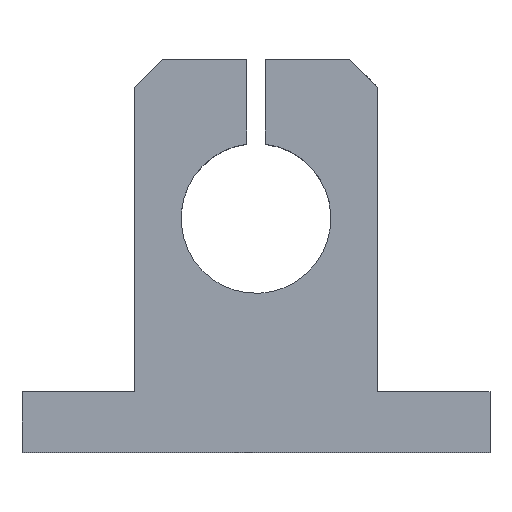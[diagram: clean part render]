
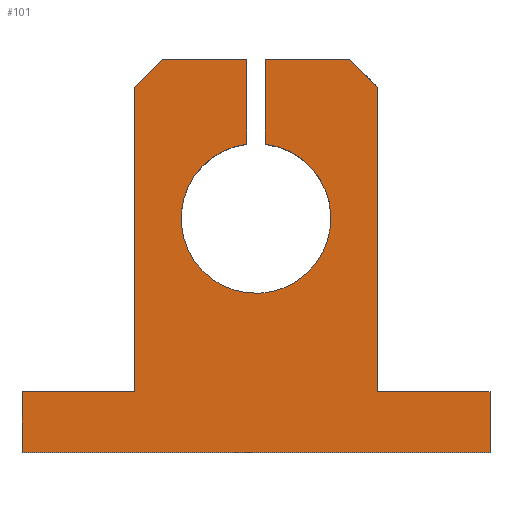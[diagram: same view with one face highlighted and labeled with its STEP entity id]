
A CAD part, top view. The second image highlights one B-rep face of the part: STEP entity #101.
In plain terms, the highlighted planar face has unit normal (0, 0, 1).
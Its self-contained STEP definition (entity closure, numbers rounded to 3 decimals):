
#101 = ADVANCED_FACE( '', ( #164 ), #165, .T. );
#164 = FACE_OUTER_BOUND( '', #228, .T. );
#165 = PLANE( '', #229 );
#228 = EDGE_LOOP( '', ( #436, #437, #438, #439, #440, #441, #442, #443, #444, #445, #446, #447, #448, #449, #450 ) );
#229 = AXIS2_PLACEMENT_3D( '', #451, #452, #453 );
#436 = ORIENTED_EDGE( '', *, *, #513, .F. );
#437 = ORIENTED_EDGE( '', *, *, #548, .F. );
#438 = ORIENTED_EDGE( '', *, *, #545, .F. );
#439 = ORIENTED_EDGE( '', *, *, #542, .F. );
#440 = ORIENTED_EDGE( '', *, *, #539, .F. );
#441 = ORIENTED_EDGE( '', *, *, #507, .F. );
#442 = ORIENTED_EDGE( '', *, *, #537, .F. );
#443 = ORIENTED_EDGE( '', *, *, #534, .F. );
#444 = ORIENTED_EDGE( '', *, *, #473, .F. );
#445 = ORIENTED_EDGE( '', *, *, #533, .F. );
#446 = ORIENTED_EDGE( '', *, *, #529, .F. );
#447 = ORIENTED_EDGE( '', *, *, #526, .F. );
#448 = ORIENTED_EDGE( '', *, *, #523, .F. );
#449 = ORIENTED_EDGE( '', *, *, #520, .F. );
#450 = ORIENTED_EDGE( '', *, *, #517, .F. );
#451 = CARTESIAN_POINT( '', ( 0., 0., 16. ) );
#452 = DIRECTION( '', ( 0., 0., 1. ) );
#453 = DIRECTION( '', ( 1., 0., 0. ) );
#473 = EDGE_CURVE( '', #550, #553, #554, .T. );
#507 = EDGE_CURVE( '', #612, #614, #615, .T. );
#513 = EDGE_CURVE( '', #621, #622, #623, .T. );
#517 = EDGE_CURVE( '', #622, #629, #630, .T. );
#520 = EDGE_CURVE( '', #629, #634, #635, .T. );
#523 = EDGE_CURVE( '', #634, #639, #640, .T. );
#526 = EDGE_CURVE( '', #639, #644, #645, .T. );
#529 = EDGE_CURVE( '', #644, #649, #650, .T. );
#533 = EDGE_CURVE( '', #649, #550, #655, .T. );
#534 = EDGE_CURVE( '', #553, #656, #657, .T. );
#537 = EDGE_CURVE( '', #656, #612, #661, .T. );
#539 = EDGE_CURVE( '', #614, #663, #664, .T. );
#542 = EDGE_CURVE( '', #663, #668, #669, .T. );
#545 = EDGE_CURVE( '', #668, #673, #674, .T. );
#548 = EDGE_CURVE( '', #673, #621, #678, .T. );
#550 = VERTEX_POINT( '', #680 );
#553 = VERTEX_POINT( '', #684 );
#554 = CIRCLE( '', #685, 8. );
#612 = VERTEX_POINT( '', #756 );
#614 = VERTEX_POINT( '', #759 );
#615 = LINE( '', #760, #761 );
#621 = VERTEX_POINT( '', #768 );
#622 = VERTEX_POINT( '', #769 );
#623 = LINE( '', #770, #771 );
#629 = VERTEX_POINT( '', #780 );
#630 = LINE( '', #781, #782 );
#634 = VERTEX_POINT( '', #788 );
#635 = LINE( '', #789, #790 );
#639 = VERTEX_POINT( '', #796 );
#640 = LINE( '', #797, #798 );
#644 = VERTEX_POINT( '', #804 );
#645 = LINE( '', #805, #806 );
#649 = VERTEX_POINT( '', #812 );
#650 = LINE( '', #813, #814 );
#655 = CIRCLE( '', #821, 8. );
#656 = VERTEX_POINT( '', #822 );
#657 = LINE( '', #823, #824 );
#661 = LINE( '', #830, #831 );
#663 = VERTEX_POINT( '', #834 );
#664 = LINE( '', #835, #836 );
#668 = VERTEX_POINT( '', #842 );
#669 = LINE( '', #843, #844 );
#673 = VERTEX_POINT( '', #850 );
#674 = LINE( '', #851, #852 );
#678 = LINE( '', #858, #859 );
#680 = CARTESIAN_POINT( '', ( -1., 17.063, 16. ) );
#684 = CARTESIAN_POINT( '', ( 1., 32.937, 16. ) );
#685 = AXIS2_PLACEMENT_3D( '', #863, #864, #865 );
#756 = CARTESIAN_POINT( '', ( 10., 42., 16. ) );
#759 = CARTESIAN_POINT( '', ( 13., 39., 16. ) );
#760 = CARTESIAN_POINT( '', ( 13., 39., 16. ) );
#761 = VECTOR( '', #937, 1. );
#768 = CARTESIAN_POINT( '', ( -25., 0., 16. ) );
#769 = CARTESIAN_POINT( '', ( -25., 6.5, 16. ) );
#770 = CARTESIAN_POINT( '', ( -25., 6.5, 16. ) );
#771 = VECTOR( '', #951, 1. );
#780 = CARTESIAN_POINT( '', ( -13., 6.5, 16. ) );
#781 = CARTESIAN_POINT( '', ( -13., 6.5, 16. ) );
#782 = VECTOR( '', #955, 1. );
#788 = CARTESIAN_POINT( '', ( -13., 39., 16. ) );
#789 = CARTESIAN_POINT( '', ( -13., 39., 16. ) );
#790 = VECTOR( '', #958, 1. );
#796 = CARTESIAN_POINT( '', ( -10., 42., 16. ) );
#797 = CARTESIAN_POINT( '', ( -10., 42., 16. ) );
#798 = VECTOR( '', #961, 1. );
#804 = CARTESIAN_POINT( '', ( -1., 42., 16. ) );
#805 = CARTESIAN_POINT( '', ( -1., 42., 16. ) );
#806 = VECTOR( '', #964, 1. );
#812 = CARTESIAN_POINT( '', ( -1., 32.937, 16. ) );
#813 = CARTESIAN_POINT( '', ( -1., 32.937, 16. ) );
#814 = VECTOR( '', #967, 1. );
#821 = AXIS2_PLACEMENT_3D( '', #973, #974, #975 );
#822 = CARTESIAN_POINT( '', ( 1., 42., 16. ) );
#823 = CARTESIAN_POINT( '', ( 1., 42., 16. ) );
#824 = VECTOR( '', #976, 1. );
#830 = CARTESIAN_POINT( '', ( 10., 42., 16. ) );
#831 = VECTOR( '', #979, 1. );
#834 = CARTESIAN_POINT( '', ( 13., 6.5, 16. ) );
#835 = CARTESIAN_POINT( '', ( 13., 6.5, 16. ) );
#836 = VECTOR( '', #981, 1. );
#842 = CARTESIAN_POINT( '', ( 25., 6.5, 16. ) );
#843 = CARTESIAN_POINT( '', ( 25., 6.5, 16. ) );
#844 = VECTOR( '', #984, 1. );
#850 = CARTESIAN_POINT( '', ( 25., 0., 16. ) );
#851 = CARTESIAN_POINT( '', ( 25., 0., 16. ) );
#852 = VECTOR( '', #987, 1. );
#858 = CARTESIAN_POINT( '', ( -25., 0., 16. ) );
#859 = VECTOR( '', #990, 1. );
#863 = CARTESIAN_POINT( '', ( 0., 25., 16. ) );
#864 = DIRECTION( '', ( 0., 0., 1. ) );
#865 = DIRECTION( '', ( 0.125, 0.992, 0. ) );
#937 = DIRECTION( '', ( 0.707, -0.707, 0. ) );
#951 = DIRECTION( '', ( 0., 1., 0. ) );
#955 = DIRECTION( '', ( 1., 0., 0. ) );
#958 = DIRECTION( '', ( 0., 1., 0. ) );
#961 = DIRECTION( '', ( 0.707, 0.707, 0. ) );
#964 = DIRECTION( '', ( 1., 0., 0. ) );
#967 = DIRECTION( '', ( 0., -1., 0. ) );
#973 = CARTESIAN_POINT( '', ( 0., 25., 16. ) );
#974 = DIRECTION( '', ( 0., 0., 1. ) );
#975 = DIRECTION( '', ( 0.125, 0.992, 0. ) );
#976 = DIRECTION( '', ( 0., 1., 0. ) );
#979 = DIRECTION( '', ( 1., 0., 0. ) );
#981 = DIRECTION( '', ( 0., -1., 0. ) );
#984 = DIRECTION( '', ( 1., 0., 0. ) );
#987 = DIRECTION( '', ( 0., -1., 0. ) );
#990 = DIRECTION( '', ( -1., 0., 0. ) );
